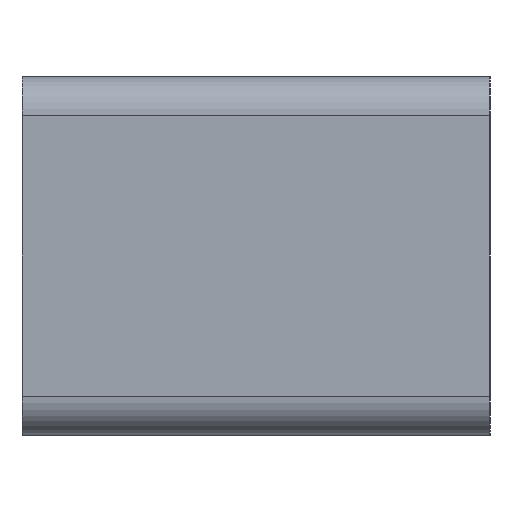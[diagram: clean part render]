
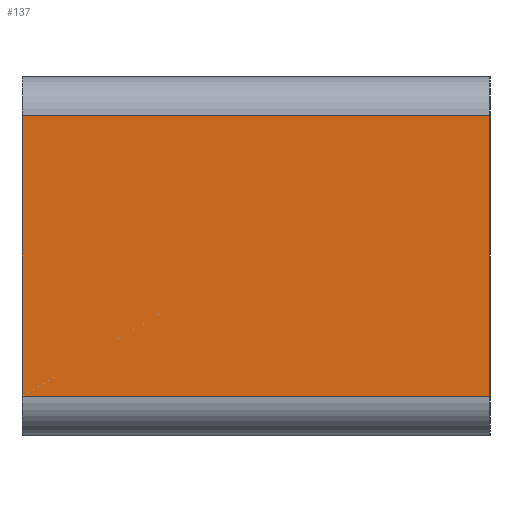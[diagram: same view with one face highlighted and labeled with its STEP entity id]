
A CAD part, left-side view. The second image highlights one B-rep face of the part: STEP entity #137.
In plain terms, the highlighted planar face has unit normal (-1, 0, 0).
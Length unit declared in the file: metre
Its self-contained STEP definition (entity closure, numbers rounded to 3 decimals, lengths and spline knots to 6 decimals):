
#137 = ADVANCED_FACE( '', ( #269 ), #270, .F. );
#269 = FACE_OUTER_BOUND( '', #399, .T. );
#270 = PLANE( '', #400 );
#399 = EDGE_LOOP( '', ( #687, #688, #689, #690 ) );
#400 = AXIS2_PLACEMENT_3D( '', #691, #692, #693 );
#687 = ORIENTED_EDGE( '', *, *, #808, .F. );
#688 = ORIENTED_EDGE( '', *, *, #773, .T. );
#689 = ORIENTED_EDGE( '', *, *, #795, .T. );
#690 = ORIENTED_EDGE( '', *, *, #815, .T. );
#691 = CARTESIAN_POINT( '', ( -0.0003, -0.00015, 0.000115 ) );
#692 = DIRECTION( '', ( 1., 0., 0. ) );
#693 = DIRECTION( '', ( 0., 0., -1. ) );
#773 = EDGE_CURVE( '', #923, #927, #929, .T. );
#795 = EDGE_CURVE( '', #927, #958, #959, .T. );
#808 = EDGE_CURVE( '', #923, #978, #979, .T. );
#815 = EDGE_CURVE( '', #958, #978, #988, .F. );
#923 = VERTEX_POINT( '', #1132 );
#927 = VERTEX_POINT( '', #1137 );
#929 = LINE( '', #1139, #1140 );
#958 = VERTEX_POINT( '', #1183 );
#959 = LINE( '', #1184, #1185 );
#978 = VERTEX_POINT( '', #1213 );
#979 = LINE( '', #1214, #1215 );
#988 = LINE( '', #1228, #1229 );
#1132 = CARTESIAN_POINT( '', ( -0.0003, -0.00015, 0.000205 ) );
#1137 = CARTESIAN_POINT( '', ( -0.0003, 0.00015, 0.000205 ) );
#1139 = CARTESIAN_POINT( '', ( -0.0003, 0.00015, 0.000205 ) );
#1140 = VECTOR( '', #1320, 1. );
#1183 = CARTESIAN_POINT( '', ( -0.0003, 0.00015, 0.000025 ) );
#1184 = CARTESIAN_POINT( '', ( -0.0003, 0.00015, 0.000115 ) );
#1185 = VECTOR( '', #1335, 1. );
#1213 = CARTESIAN_POINT( '', ( -0.0003, -0.00015, 0.000025 ) );
#1214 = CARTESIAN_POINT( '', ( -0.0003, -0.00015, 0.000115 ) );
#1215 = VECTOR( '', #1348, 1. );
#1228 = CARTESIAN_POINT( '', ( -0.0003, -0.00015, 0.000025 ) );
#1229 = VECTOR( '', #1356, 1. );
#1320 = DIRECTION( '', ( 0., 1., 0. ) );
#1335 = DIRECTION( '', ( 0., 0., -1. ) );
#1348 = DIRECTION( '', ( 0., 0., -1. ) );
#1356 = DIRECTION( '', ( 0., 1., 0. ) );
